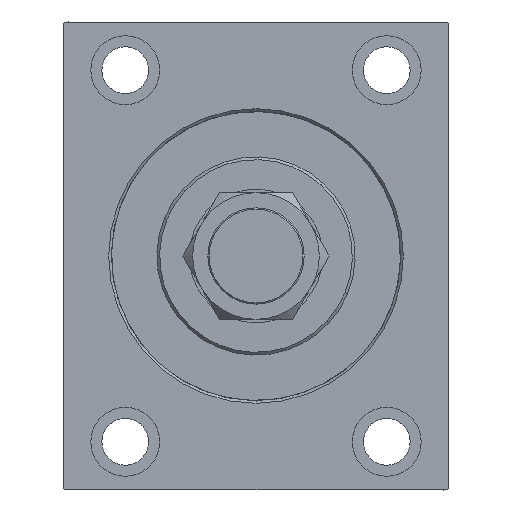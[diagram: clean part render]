
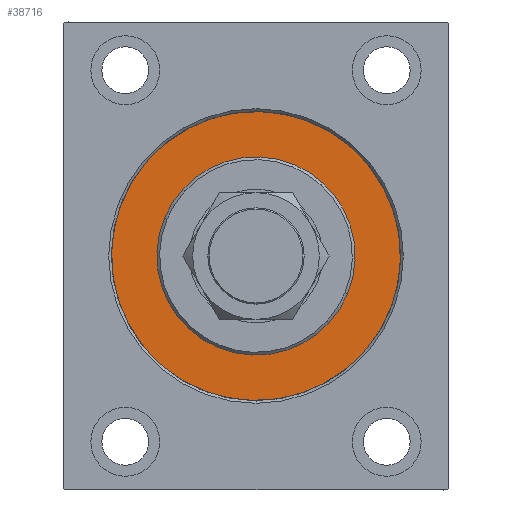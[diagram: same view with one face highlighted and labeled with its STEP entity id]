
A CAD part, left-side view. The second image highlights one B-rep face of the part: STEP entity #38716.
In plain terms, the highlighted face is planar.
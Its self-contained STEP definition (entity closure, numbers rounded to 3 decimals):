
#1399 = CARTESIAN_POINT ( 'NONE',  ( 0., 0., 0. ) ) ;
#1816 = EDGE_CURVE ( 'NONE', #31527, #7309, #24166, .T. ) ;
#3423 = AXIS2_PLACEMENT_3D ( 'NONE', #16815, #37704, #19839 ) ;
#4449 = ORIENTED_EDGE ( 'NONE', *, *, #39592, .F. ) ;
#5105 = DIRECTION ( 'NONE',  ( 1., 0., 0. ) ) ;
#5744 = CARTESIAN_POINT ( 'NONE',  ( 0., 0., 0. ) ) ;
#7309 = VERTEX_POINT ( 'NONE', #16823 ) ;
#7731 = DIRECTION ( 'NONE',  ( -1., 0., 0. ) ) ;
#10684 = ORIENTED_EDGE ( 'NONE', *, *, #1816, .F. ) ;
#11912 = CARTESIAN_POINT ( 'NONE',  ( 0., 0., 0. ) ) ;
#13170 = AXIS2_PLACEMENT_3D ( 'NONE', #11912, #7731, #36057 ) ;
#13607 = DIRECTION ( 'NONE',  ( 0., 0., -1. ) ) ;
#14197 = CARTESIAN_POINT ( 'NONE',  ( 0., 0., -36. ) ) ;
#14427 = AXIS2_PLACEMENT_3D ( 'NONE', #1399, #5105, #13607 ) ;
#15091 = EDGE_LOOP ( 'NONE', ( #45632, #10684 ) ) ;
#16815 = CARTESIAN_POINT ( 'NONE',  ( 0., 0., 0. ) ) ;
#16823 = CARTESIAN_POINT ( 'NONE',  ( 0., 0., -52.5 ) ) ;
#17986 = EDGE_LOOP ( 'NONE', ( #39962, #4449 ) ) ;
#18137 = CIRCLE ( 'NONE', #14427, 36. ) ;
#19839 = DIRECTION ( 'NONE',  ( 0., 0., 1. ) ) ;
#19908 = DIRECTION ( 'NONE',  ( 0., 0., -1. ) ) ;
#22922 = PLANE ( 'NONE',  #37628 ) ;
#24166 = CIRCLE ( 'NONE', #3423, 52.5 ) ;
#26405 = FACE_OUTER_BOUND ( 'NONE', #15091, .T. ) ;
#27092 = DIRECTION ( 'NONE',  ( 1., 0., 0. ) ) ;
#30120 = DIRECTION ( 'NONE',  ( 0., 0., 1. ) ) ;
#31527 = VERTEX_POINT ( 'NONE', #37700 ) ;
#31961 = EDGE_CURVE ( 'NONE', #39522, #39478, #18137, .T. ) ;
#32420 = CIRCLE ( 'NONE', #42045, 36. ) ;
#32918 = DIRECTION ( 'NONE',  ( -1., 0., 0. ) ) ;
#35406 = CIRCLE ( 'NONE', #13170, 52.5 ) ;
#36057 = DIRECTION ( 'NONE',  ( 0., 0., 1. ) ) ;
#36396 = CARTESIAN_POINT ( 'NONE',  ( 0., 0., 0. ) ) ;
#37081 = FACE_BOUND ( 'NONE', #17986, .T. ) ;
#37628 = AXIS2_PLACEMENT_3D ( 'NONE', #36396, #32918, #30120 ) ;
#37700 = CARTESIAN_POINT ( 'NONE',  ( 0., 0., 52.5 ) ) ;
#37704 = DIRECTION ( 'NONE',  ( -1., 0., 0. ) ) ;
#38716 = ADVANCED_FACE ( 'NONE', ( #37081, #26405 ), #22922, .F. ) ;
#39275 = EDGE_CURVE ( 'NONE', #7309, #31527, #35406, .T. ) ;
#39470 = CARTESIAN_POINT ( 'NONE',  ( 0., 0., 36. ) ) ;
#39478 = VERTEX_POINT ( 'NONE', #14197 ) ;
#39522 = VERTEX_POINT ( 'NONE', #39470 ) ;
#39592 = EDGE_CURVE ( 'NONE', #39478, #39522, #32420, .T. ) ;
#39962 = ORIENTED_EDGE ( 'NONE', *, *, #31961, .F. ) ;
#42045 = AXIS2_PLACEMENT_3D ( 'NONE', #5744, #27092, #19908 ) ;
#45632 = ORIENTED_EDGE ( 'NONE', *, *, #39275, .F. ) ;
